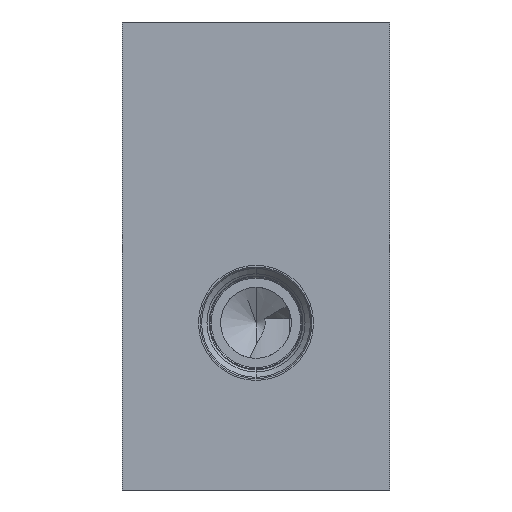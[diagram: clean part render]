
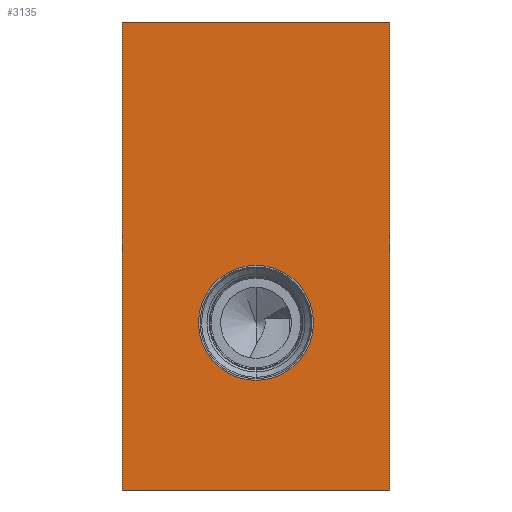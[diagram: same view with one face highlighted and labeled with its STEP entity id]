
A CAD part, front view. The second image highlights one B-rep face of the part: STEP entity #3135.
In plain terms, the highlighted planar face has unit normal (0, -1, 0).
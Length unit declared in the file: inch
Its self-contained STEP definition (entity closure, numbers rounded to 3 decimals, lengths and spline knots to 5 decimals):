
#5=DIRECTION('',(1.,0.,0.));
#6=VECTOR('',#5,2.);
#7=CARTESIAN_POINT('',(0.,-3.5,0.));
#8=LINE('',#7,#6);
#439=DIRECTION('',(0.,0.,1.));
#440=VECTOR('',#439,3.5);
#441=CARTESIAN_POINT('',(2.,-3.5,0.));
#442=LINE('',#441,#440);
#483=DIRECTION('',(0.,0.,1.));
#484=VECTOR('',#483,3.5);
#485=CARTESIAN_POINT('',(0.,-3.5,0.));
#486=LINE('',#485,#484);
#487=CARTESIAN_POINT('',(1.,-3.5,1.25));
#488=DIRECTION('',(0.,1.,0.));
#489=DIRECTION('',(0.,0.,-1.));
#490=AXIS2_PLACEMENT_3D('',#487,#488,#489);
#492=CARTESIAN_POINT('',(1.,-3.5,1.25));
#493=DIRECTION('',(0.,1.,0.));
#494=DIRECTION('',(0.,0.,1.));
#495=AXIS2_PLACEMENT_3D('',#492,#493,#494);
#509=DIRECTION('',(1.,0.,0.));
#510=VECTOR('',#509,2.);
#511=CARTESIAN_POINT('',(0.,-3.5,3.5));
#512=LINE('',#511,#510);
#2581=CARTESIAN_POINT('',(0.,-3.5,0.));
#2583=VERTEX_POINT('',#2581);
#2584=CARTESIAN_POINT('',(2.,-3.5,0.));
#2585=VERTEX_POINT('',#2584);
#2589=CARTESIAN_POINT('',(0.,-3.5,3.5));
#2591=VERTEX_POINT('',#2589);
#2592=CARTESIAN_POINT('',(2.,-3.5,3.5));
#2593=VERTEX_POINT('',#2592);
#2851=CARTESIAN_POINT('',(1.,-3.5,1.6805));
#2852=VERTEX_POINT('',#2851);
#2857=CARTESIAN_POINT('',(1.,-3.5,0.8195));
#2858=VERTEX_POINT('',#2857);
#3117=CARTESIAN_POINT('',(0.,-3.5,0.));
#3118=DIRECTION('',(0.,-1.,0.));
#3119=DIRECTION('',(1.,0.,0.));
#3120=AXIS2_PLACEMENT_3D('',#3117,#3118,#3119);
#3121=PLANE('',#3120);
#3122=ORIENTED_EDGE('',*,*,#2939,.F.);
#3123=ORIENTED_EDGE('',*,*,#2970,.T.);
#3125=ORIENTED_EDGE('',*,*,#3124,.T.);
#3126=ORIENTED_EDGE('',*,*,#3085,.F.);
#3127=EDGE_LOOP('',(#3122,#3123,#3125,#3126));
#3128=FACE_OUTER_BOUND('',#3127,.F.);
#3130=ORIENTED_EDGE('',*,*,#3129,.F.);
#3132=ORIENTED_EDGE('',*,*,#3131,.F.);
#3133=EDGE_LOOP('',(#3130,#3132));
#3134=FACE_BOUND('',#3133,.F.);
#3135=ADVANCED_FACE('',(#3128,#3134),#3121,.T.);
#491=CIRCLE('',#490,0.4305);
#496=CIRCLE('',#495,0.4305);
#2939=EDGE_CURVE('',#2583,#2585,#8,.T.);
#2970=EDGE_CURVE('',#2583,#2591,#486,.T.);
#3085=EDGE_CURVE('',#2585,#2593,#442,.T.);
#3124=EDGE_CURVE('',#2591,#2593,#512,.T.);
#3129=EDGE_CURVE('',#2858,#2852,#491,.T.);
#3131=EDGE_CURVE('',#2852,#2858,#496,.T.);
